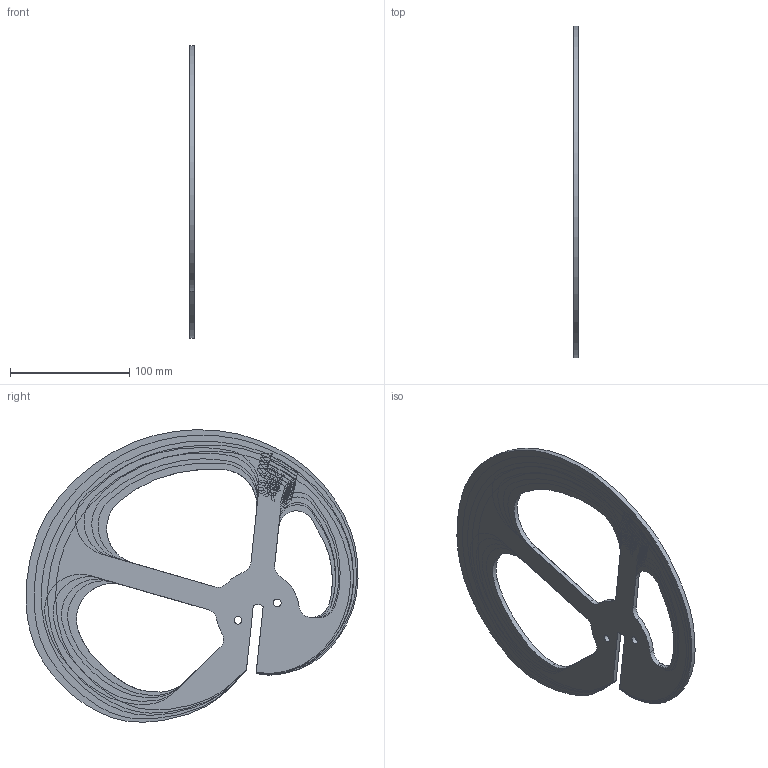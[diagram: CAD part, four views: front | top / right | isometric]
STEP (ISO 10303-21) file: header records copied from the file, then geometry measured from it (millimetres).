
FILE_DESCRIPTION(/* description */ (''),/* implementation_level */ '2;1');
FILE_NAME(/* name */ 'Levas_1_3.step',/* time_stamp */ '2020-04-08T23:36:29+02:00',/* author */ (''),/* organization */ (''),/* preprocessor_version */ 'ST-DEVELOPER v18',/* originating_system */ 'Autodesk Translation Framework v8.12.0.6',/* authorisation */ '');
FILE_SCHEMA (('AUTOMOTIVE_DESIGN { 1 0 10303 214 3 1 1 }'));
Length unit declared in the file: millimetre
Products named in the file (1): Levas NEW SET3
Bounding box: 4 x 278.27 x 245.26 mm (x, y, z)
Surface area: 253792.6 mm2
Topology: 5 solids, 5 shells, 466 faces, 1368 edges, 912 vertices
Faces by surface type: bspline 232, plane 138, cylinder 96
Full cylindrical faces by diameter (mm): 6.4 x10
Entity records: 22577 total; most frequent: CARTESIAN_POINT 11548, ORIENTED_EDGE 2736, DIRECTION 1503, EDGE_CURVE 1368, VERTEX_POINT 912, LINE 649, VECTOR 649, EDGE_LOOP 550
